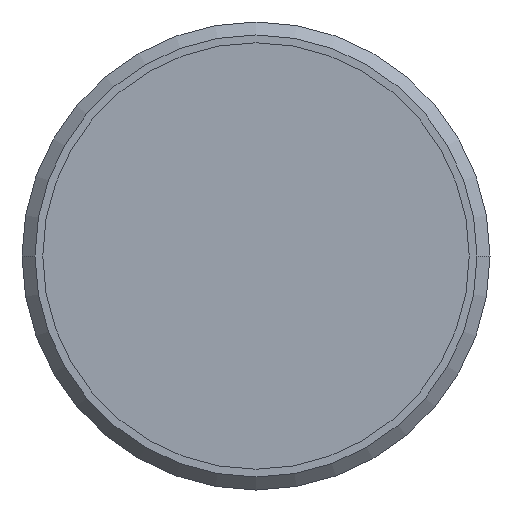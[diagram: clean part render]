
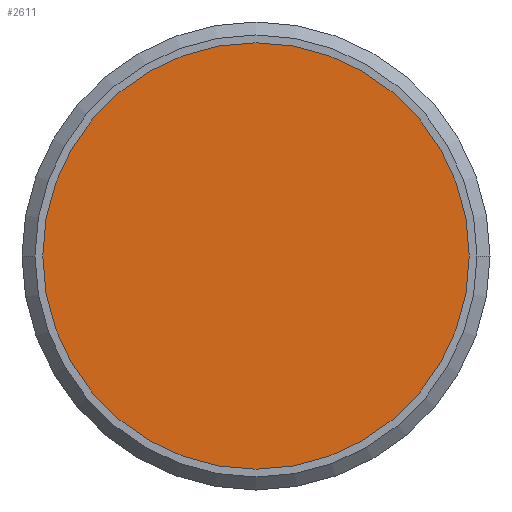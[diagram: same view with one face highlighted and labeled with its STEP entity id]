
A CAD part, front view. The second image highlights one B-rep face of the part: STEP entity #2611.
In plain terms, the highlighted planar face has unit normal (0, -1, 0).
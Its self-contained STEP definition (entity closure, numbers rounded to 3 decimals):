
#1144=CARTESIAN_POINT('',(0.,-53.974,0.));
#1145=DIRECTION('',(0.,-1.,0.));
#1146=DIRECTION('',(1.,0.,0.));
#1147=AXIS2_PLACEMENT_3D('',#1144,#1145,#1146);
#1152=CARTESIAN_POINT('',(0.,-53.974,0.));
#1153=DIRECTION('',(0.,-1.,0.));
#1154=DIRECTION('',(-1.,0.,0.));
#1155=AXIS2_PLACEMENT_3D('',#1152,#1153,#1154);
#1220=CARTESIAN_POINT('',(8.2,-53.974,0.));
#1221=CARTESIAN_POINT('',(-8.2,-53.974,0.));
#1222=VERTEX_POINT('',#1220);
#1223=VERTEX_POINT('',#1221);
#2602=CARTESIAN_POINT('',(0.,-53.974,0.));
#2603=DIRECTION('',(0.,-1.,0.));
#2604=DIRECTION('',(1.,0.,0.));
#2605=AXIS2_PLACEMENT_3D('',#2602,#2603,#2604);
#2606=PLANE('',#2605);
#2607=ORIENTED_EDGE('',*,*,#2582,.F.);
#2608=ORIENTED_EDGE('',*,*,#2596,.F.);
#2609=EDGE_LOOP('',(#2607,#2608));
#2610=FACE_OUTER_BOUND('',#2609,.F.);
#2611=ADVANCED_FACE('',(#2610),#2606,.T.);
#1148=CIRCLE('',#1147,8.2);
#1156=CIRCLE('',#1155,8.2);
#2582=EDGE_CURVE('',#1222,#1223,#1148,.T.);
#2596=EDGE_CURVE('',#1223,#1222,#1156,.T.);
